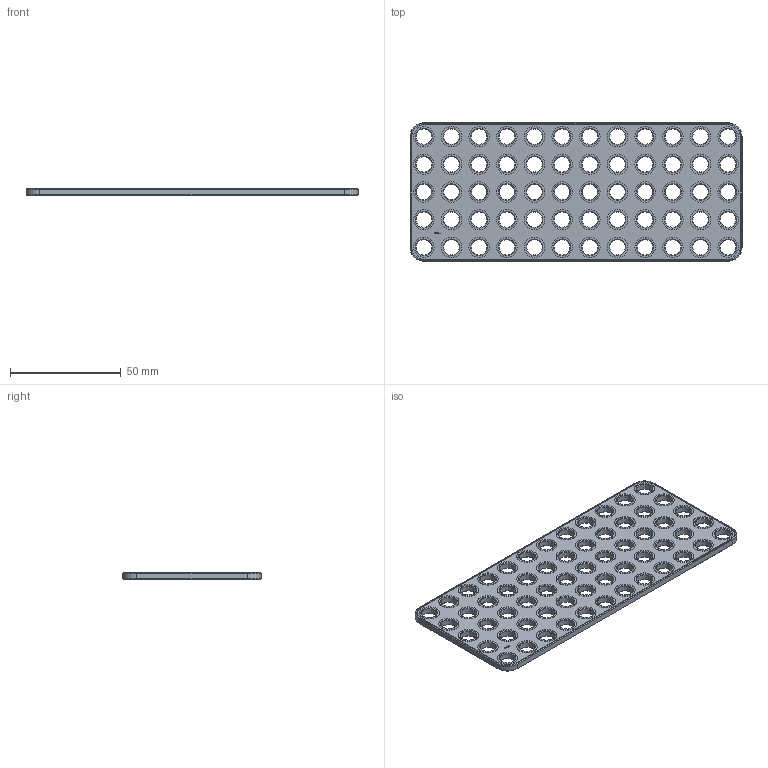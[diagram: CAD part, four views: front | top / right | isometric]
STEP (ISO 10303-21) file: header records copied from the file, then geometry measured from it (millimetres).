
FILE_DESCRIPTION(('FreeCAD Model'),'2;1');
FILE_NAME('Open CASCADE Shape Model','2024-10-08T18:27:34',(''),(''), 'Open CASCADE STEP processor 7.7','FreeCAD','Unknown');
FILE_SCHEMA(('AUTOMOTIVE_DESIGN { 1 0 10303 214 1 1 1 1 }'));
Length unit declared in the file: millimetre
Products named in the file (1): Plate RCT CRNR BU12x05x00.25 - SPN-PLT-0133 (stemfie.org)
Bounding box: 150 x 62.5 x 3.12 mm (x, y, z)
Volume: 20812.2 mm3; surface area: 19316.8 mm2
Topology: 1 solids, 1 shells, 811 faces, 2018 edges, 1300 vertices
Faces by surface type: plane 393, extrusion 162, cylinder 128, cone 128
Full cylindrical faces by diameter (mm): 7 x60, 9.2 x60
Entity records: 24707 total; most frequent: CARTESIAN_POINT 5435, ORIENTED_EDGE 4036, DIRECTION 3540, EDGE_CURVE 2018, VECTOR 1472, LINE 1310, VERTEX_POINT 1300, AXIS2_PLACEMENT_3D 1034
